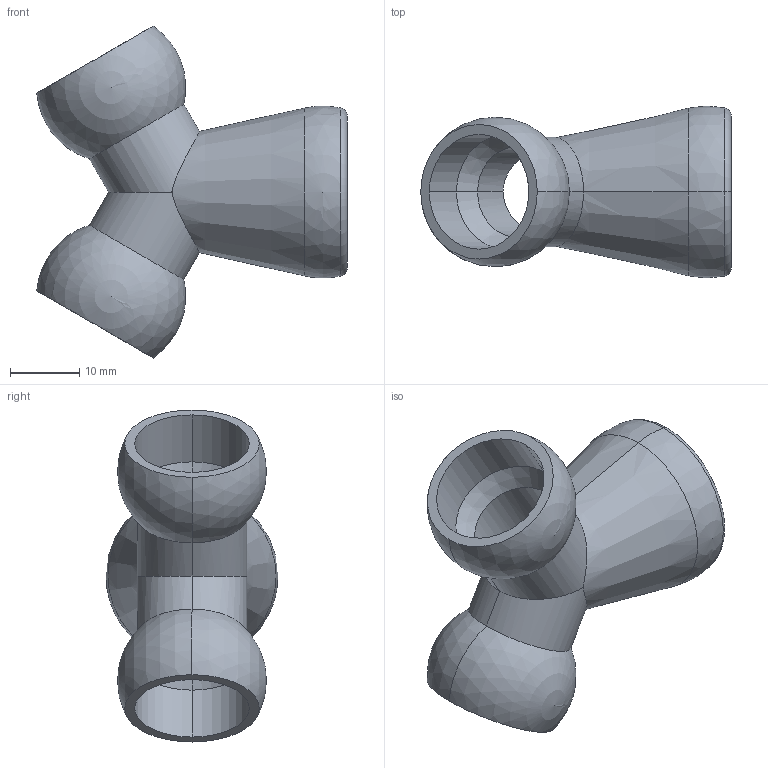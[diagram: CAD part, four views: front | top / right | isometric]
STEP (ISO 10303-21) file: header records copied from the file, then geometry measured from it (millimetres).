
FILE_DESCRIPTION (( 'STEP AP203' ), '1' );
FILE_NAME ('1-2x1-2 Y Fitting.STEP', '2005-02-04T23:59:39', ( 'mark lockwood' ), ( 'lockwood products inc.' ), 'SwSTEP 2.0', 'SolidWorks 2004146', '' );
FILE_SCHEMA (( 'CONFIG_CONTROL_DESIGN' ));
Length unit declared in the file: inch
Products named in the file (1): 1-2x1-2 Y Fitting
Bounding box: 44.77 x 24.79 x 47.89 mm (x, y, z)
Volume: 6597.9 mm3; surface area: 7288.8 mm2
Topology: 1 solids, 1 shells, 49 faces, 130 edges, 74 vertices
Faces by surface type: cylinder 16, cone 10, plane 9, sphere 8, torus 6
Entity records: 1621 total; most frequent: CARTESIAN_POINT 464, DIRECTION 246, ORIENTED_EDGE 220, EDGE_CURVE 110, AXIS2_PLACEMENT_3D 110, VERTEX_POINT 62, CIRCLE 60, EDGE_LOOP 52
